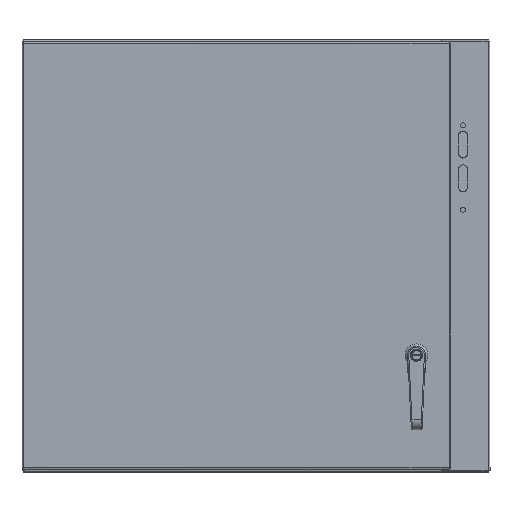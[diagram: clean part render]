
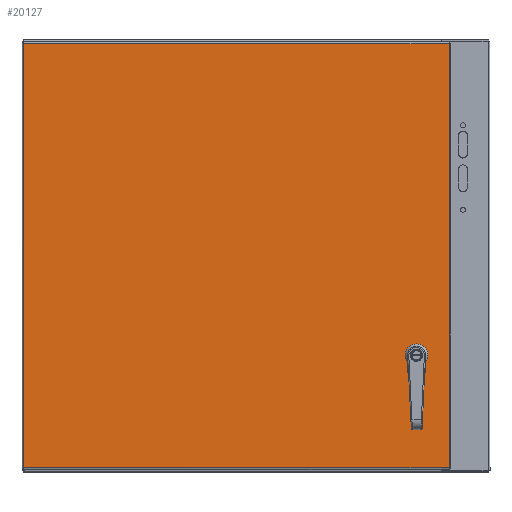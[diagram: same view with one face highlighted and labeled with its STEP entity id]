
A CAD part, top view. The second image highlights one B-rep face of the part: STEP entity #20127.
In plain terms, the highlighted planar face has unit normal (0, 0, 1).
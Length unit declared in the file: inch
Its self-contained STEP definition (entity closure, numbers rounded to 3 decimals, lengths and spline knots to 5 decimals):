
#80 = CARTESIAN_POINT ( 'NONE',  ( 21.78882, 6.47, 8.88625 ) ) ;
#1543 = CARTESIAN_POINT ( 'NONE',  ( 21.78882, 6.47, 8.88625 ) ) ;
#2113 = DIRECTION ( 'NONE',  ( -1., 0., 0. ) ) ;
#2220 = CARTESIAN_POINT ( 'NONE',  ( 11.78257, 23.7854, 8.88625 ) ) ;
#2328 = ORIENTED_EDGE ( 'NONE', *, *, #94287, .F. ) ;
#4101 = ORIENTED_EDGE ( 'NONE', *, *, #85369, .F. ) ;
#5905 = CARTESIAN_POINT ( 'NONE',  ( 22.18882, 6.68262, 8.88625 ) ) ;
#6280 = EDGE_CURVE ( 'NONE', #7437, #12469, #77366, .T. ) ;
#7437 = VERTEX_POINT ( 'NONE', #16560 ) ;
#8604 = CARTESIAN_POINT ( 'NONE',  ( 23.59922, 23.7854, 8.88625 ) ) ;
#8738 = VERTEX_POINT ( 'NONE', #11968 ) ;
#11154 = CARTESIAN_POINT ( 'NONE',  ( 11.78257, 6.87, 8.88625 ) ) ;
#11968 = CARTESIAN_POINT ( 'NONE',  ( 22.00144, 6.87, 8.88625 ) ) ;
#12232 = LINE ( 'NONE', #73310, #13284 ) ;
#12469 = VERTEX_POINT ( 'NONE', #51815 ) ;
#13284 = VECTOR ( 'NONE', #100777, 39.37008 ) ;
#14064 = CARTESIAN_POINT ( 'NONE',  ( 21.78882, 6.47, 8.88625 ) ) ;
#16458 = VECTOR ( 'NONE', #51189, 39.37008 ) ;
#16560 = CARTESIAN_POINT ( 'NONE',  ( 23.59922, 0.2146, 8.88625 ) ) ;
#18567 = EDGE_CURVE ( 'NONE', #57339, #29422, #108317, .T. ) ;
#18712 = CIRCLE ( 'NONE', #24403, 0.453 ) ;
#19134 = DIRECTION ( 'NONE',  ( 0., 0., 1. ) ) ;
#19413 = CARTESIAN_POINT ( 'NONE',  ( 22.18882, 6.25738, 8.88625 ) ) ;
#20053 = DIRECTION ( 'NONE',  ( -1., 0., 0. ) ) ;
#20127 = ADVANCED_FACE ( 'NONE', ( #111042, #65951 ), #102254, .F. ) ;
#21990 = DIRECTION ( 'NONE',  ( 0., 0., -1. ) ) ;
#22259 = CIRCLE ( 'NONE', #98947, 0.453 ) ;
#22582 = VERTEX_POINT ( 'NONE', #5905 ) ;
#22756 = AXIS2_PLACEMENT_3D ( 'NONE', #27147, #62901, #20053 ) ;
#22879 = VECTOR ( 'NONE', #30160, 39.37008 ) ;
#23173 = CARTESIAN_POINT ( 'NONE',  ( 11.78257, 12., 8.88625 ) ) ;
#23653 = LINE ( 'NONE', #95733, #16458 ) ;
#24403 = AXIS2_PLACEMENT_3D ( 'NONE', #1543, #19134, #2113 ) ;
#25065 = AXIS2_PLACEMENT_3D ( 'NONE', #14064, #109224, #28983 ) ;
#25096 = CARTESIAN_POINT ( 'NONE',  ( 21.57619, 6.87, 8.88625 ) ) ;
#27147 = CARTESIAN_POINT ( 'NONE',  ( 21.78882, 6.47, 8.88625 ) ) ;
#27233 = EDGE_CURVE ( 'NONE', #111698, #41685, #22259, .T. ) ;
#28899 = VECTOR ( 'NONE', #90940, 39.37008 ) ;
#28983 = DIRECTION ( 'NONE',  ( -1., 0., 0. ) ) ;
#29422 = VERTEX_POINT ( 'NONE', #8604 ) ;
#29551 = CARTESIAN_POINT ( 'NONE',  ( 22.00144, 6.07, 8.88625 ) ) ;
#30160 = DIRECTION ( 'NONE',  ( 0., 1., 0. ) ) ;
#30866 = ORIENTED_EDGE ( 'NONE', *, *, #37403, .F. ) ;
#31097 = CARTESIAN_POINT ( 'NONE',  ( 21.38882, 6.68262, 8.88625 ) ) ;
#32118 = CIRCLE ( 'NONE', #22756, 0.453 ) ;
#34493 = EDGE_CURVE ( 'NONE', #29422, #7437, #12232, .T. ) ;
#34805 = VECTOR ( 'NONE', #68508, 39.37008 ) ;
#37403 = EDGE_CURVE ( 'NONE', #8738, #86292, #93241, .T. ) ;
#41685 = VERTEX_POINT ( 'NONE', #19413 ) ;
#42162 = CARTESIAN_POINT ( 'NONE',  ( 21.57619, 6.07, 8.88625 ) ) ;
#44193 = ORIENTED_EDGE ( 'NONE', *, *, #27233, .F. ) ;
#44621 = DIRECTION ( 'NONE',  ( -1., 0., 0. ) ) ;
#45786 = DIRECTION ( 'NONE',  ( 0., 0., 1. ) ) ;
#45813 = ORIENTED_EDGE ( 'NONE', *, *, #95562, .F. ) ;
#48666 = ORIENTED_EDGE ( 'NONE', *, *, #114658, .F. ) ;
#49321 = CIRCLE ( 'NONE', #25065, 0.453 ) ;
#50395 = CARTESIAN_POINT ( 'NONE',  ( 11.78257, 0.2146, 8.88625 ) ) ;
#51189 = DIRECTION ( 'NONE',  ( 0., -1., 0. ) ) ;
#51791 = VECTOR ( 'NONE', #112919, 39.37008 ) ;
#51815 = CARTESIAN_POINT ( 'NONE',  ( -0.03408, 0.2146, 8.88625 ) ) ;
#51968 = EDGE_CURVE ( 'NONE', #86292, #98798, #49321, .T. ) ;
#52681 = EDGE_LOOP ( 'NONE', ( #75827, #65284, #86453, #45813 ) ) ;
#57339 = VERTEX_POINT ( 'NONE', #112537 ) ;
#60441 = CARTESIAN_POINT ( 'NONE',  ( 11.78257, 6.07, 8.88625 ) ) ;
#62220 = VERTEX_POINT ( 'NONE', #42162 ) ;
#62486 = EDGE_LOOP ( 'NONE', ( #30866, #4101, #81735, #44193, #2328, #48666, #96614, #95004 ) ) ;
#62543 = VECTOR ( 'NONE', #101252, 39.37008 ) ;
#62901 = DIRECTION ( 'NONE',  ( 0., 0., 1. ) ) ;
#65284 = ORIENTED_EDGE ( 'NONE', *, *, #34493, .F. ) ;
#65897 = CARTESIAN_POINT ( 'NONE',  ( 22.18882, 12., 8.88625 ) ) ;
#65951 = FACE_OUTER_BOUND ( 'NONE', #52681, .T. ) ;
#68508 = DIRECTION ( 'NONE',  ( -1., 0., 0. ) ) ;
#70207 = EDGE_CURVE ( 'NONE', #98798, #111294, #23653, .T. ) ;
#73310 = CARTESIAN_POINT ( 'NONE',  ( 23.59922, 12., 8.88625 ) ) ;
#73496 = EDGE_CURVE ( 'NONE', #41685, #22582, #74714, .T. ) ;
#74714 = LINE ( 'NONE', #65897, #22879 ) ;
#75827 = ORIENTED_EDGE ( 'NONE', *, *, #6280, .F. ) ;
#75884 = VECTOR ( 'NONE', #79756, 39.37008 ) ;
#77220 = LINE ( 'NONE', #85426, #51791 ) ;
#77366 = LINE ( 'NONE', #50395, #34805 ) ;
#79193 = LINE ( 'NONE', #60441, #75884 ) ;
#79756 = DIRECTION ( 'NONE',  ( 1., 0., 0. ) ) ;
#81735 = ORIENTED_EDGE ( 'NONE', *, *, #73496, .F. ) ;
#82409 = AXIS2_PLACEMENT_3D ( 'NONE', #23173, #21990, #92908 ) ;
#85369 = EDGE_CURVE ( 'NONE', #22582, #8738, #18712, .T. ) ;
#85426 = CARTESIAN_POINT ( 'NONE',  ( -0.03408, 12., 8.88625 ) ) ;
#86292 = VERTEX_POINT ( 'NONE', #25096 ) ;
#86453 = ORIENTED_EDGE ( 'NONE', *, *, #18567, .F. ) ;
#90940 = DIRECTION ( 'NONE',  ( -1., 0., 0. ) ) ;
#92908 = DIRECTION ( 'NONE',  ( -1., 0., 0. ) ) ;
#93241 = LINE ( 'NONE', #11154, #28899 ) ;
#94287 = EDGE_CURVE ( 'NONE', #62220, #111698, #79193, .T. ) ;
#95004 = ORIENTED_EDGE ( 'NONE', *, *, #51968, .F. ) ;
#95562 = EDGE_CURVE ( 'NONE', #12469, #57339, #77220, .T. ) ;
#95733 = CARTESIAN_POINT ( 'NONE',  ( 21.38882, 12., 8.88625 ) ) ;
#96614 = ORIENTED_EDGE ( 'NONE', *, *, #70207, .F. ) ;
#98798 = VERTEX_POINT ( 'NONE', #31097 ) ;
#98947 = AXIS2_PLACEMENT_3D ( 'NONE', #80, #45786, #44621 ) ;
#100777 = DIRECTION ( 'NONE',  ( 0., -1., 0. ) ) ;
#101252 = DIRECTION ( 'NONE',  ( 1., 0., 0. ) ) ;
#102254 = PLANE ( 'NONE',  #82409 ) ;
#108317 = LINE ( 'NONE', #2220, #62543 ) ;
#109224 = DIRECTION ( 'NONE',  ( 0., 0., 1. ) ) ;
#111042 = FACE_BOUND ( 'NONE', #62486, .T. ) ;
#111294 = VERTEX_POINT ( 'NONE', #115315 ) ;
#111698 = VERTEX_POINT ( 'NONE', #29551 ) ;
#112537 = CARTESIAN_POINT ( 'NONE',  ( -0.03408, 23.7854, 8.88625 ) ) ;
#112919 = DIRECTION ( 'NONE',  ( 0., 1., 0. ) ) ;
#114658 = EDGE_CURVE ( 'NONE', #111294, #62220, #32118, .T. ) ;
#115315 = CARTESIAN_POINT ( 'NONE',  ( 21.38882, 6.25738, 8.88625 ) ) ;
